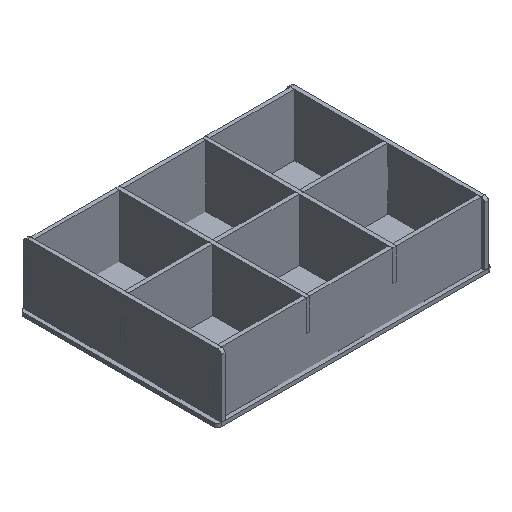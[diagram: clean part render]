
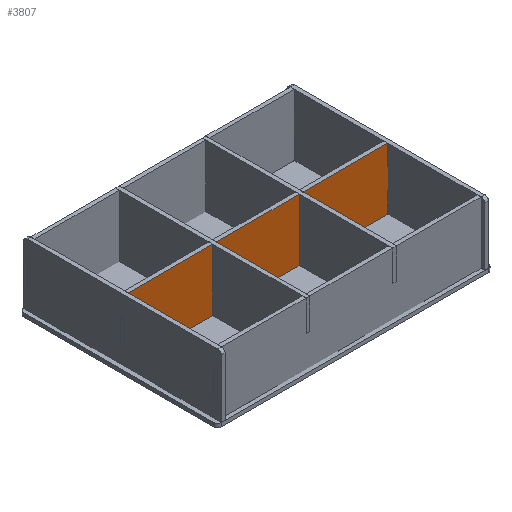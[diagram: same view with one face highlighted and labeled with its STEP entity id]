
A CAD part, isometric view. The second image highlights one B-rep face of the part: STEP entity #3807.
In plain terms, the highlighted free-form (B-spline) face has degree [1, 1] with [2, 2] control points.
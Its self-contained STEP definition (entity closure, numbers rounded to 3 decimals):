
#3332 = VERTEX_POINT('',#3333);
#3333 = CARTESIAN_POINT('',(90.068,-1.287,
    28.593));
#3340 = EDGE_CURVE('',#3332,#3341,#3343,.T.);
#3341 = VERTEX_POINT('',#3342);
#3342 = CARTESIAN_POINT('',(92.642,-1.287,
    28.593));
#3343 = B_SPLINE_CURVE_WITH_KNOTS('',1,(#3344,#3345),.UNSPECIFIED.,.F.,
  .F.,(2,2),(0.,3.),.PIECEWISE_BEZIER_KNOTS.);
#3344 = CARTESIAN_POINT('',(90.068,-1.287,
    28.593));
#3345 = CARTESIAN_POINT('',(92.642,-1.287,
    28.593));
#3370 = VERTEX_POINT('',#3371);
#3371 = CARTESIAN_POINT('',(90.068,-1.287,
    14.297));
#3384 = VERTEX_POINT('',#3385);
#3385 = CARTESIAN_POINT('',(92.642,-1.287,
    14.297));
#3390 = EDGE_CURVE('',#3370,#3384,#3391,.T.);
#3391 = B_SPLINE_CURVE_WITH_KNOTS('',1,(#3392,#3393),.UNSPECIFIED.,.F.,
  .F.,(2,2),(0.,3.),.PIECEWISE_BEZIER_KNOTS.);
#3392 = CARTESIAN_POINT('',(90.068,-1.287,
    14.297));
#3393 = CARTESIAN_POINT('',(92.642,-1.287,
    14.297));
#3409 = EDGE_CURVE('',#3384,#3341,#3410,.T.);
#3410 = B_SPLINE_CURVE_WITH_KNOTS('',1,(#3411,#3412),.UNSPECIFIED.,.F.,
  .F.,(2,2),(16.667,33.333),.PIECEWISE_BEZIER_KNOTS.);
#3411 = CARTESIAN_POINT('',(92.642,-1.287,
    14.297));
#3412 = CARTESIAN_POINT('',(92.642,-1.287,
    28.593));
#3432 = VERTEX_POINT('',#3433);
#3433 = CARTESIAN_POINT('',(90.068,-1.287,
    42.89));
#3438 = EDGE_CURVE('',#3432,#3332,#3439,.T.);
#3439 = B_SPLINE_CURVE_WITH_KNOTS('',1,(#3440,#3441),.UNSPECIFIED.,.F.,
  .F.,(2,2),(-50.,-33.333),.PIECEWISE_BEZIER_KNOTS.);
#3440 = CARTESIAN_POINT('',(90.068,-1.287,
    42.89));
#3441 = CARTESIAN_POINT('',(90.068,-1.287,
    28.593));
#3452 = EDGE_CURVE('',#3370,#3453,#3455,.T.);
#3453 = VERTEX_POINT('',#3454);
#3454 = CARTESIAN_POINT('',(90.068,-1.287,0.));
#3455 = B_SPLINE_CURVE_WITH_KNOTS('',1,(#3456,#3457),.UNSPECIFIED.,.F.,
  .F.,(2,2),(-16.667,0.),.PIECEWISE_BEZIER_KNOTS.);
#3456 = CARTESIAN_POINT('',(90.068,-1.287,
    14.297));
#3457 = CARTESIAN_POINT('',(90.068,-1.287,0.));
#3482 = VERTEX_POINT('',#3483);
#3483 = CARTESIAN_POINT('',(-90.068,-1.287,
    28.593));
#3496 = VERTEX_POINT('',#3497);
#3497 = CARTESIAN_POINT('',(-92.642,-1.287,
    28.593));
#3502 = EDGE_CURVE('',#3482,#3496,#3503,.T.);
#3503 = B_SPLINE_CURVE_WITH_KNOTS('',1,(#3504,#3505),.UNSPECIFIED.,.F.,
  .F.,(2,2),(0.,3.),.PIECEWISE_BEZIER_KNOTS.);
#3504 = CARTESIAN_POINT('',(-90.068,-1.287,
    28.593));
#3505 = CARTESIAN_POINT('',(-92.642,-1.287,
    28.593));
#3516 = VERTEX_POINT('',#3517);
#3517 = CARTESIAN_POINT('',(-90.068,-1.287,
    14.297));
#3524 = EDGE_CURVE('',#3516,#3525,#3527,.T.);
#3525 = VERTEX_POINT('',#3526);
#3526 = CARTESIAN_POINT('',(-92.642,-1.287,
    14.297));
#3527 = B_SPLINE_CURVE_WITH_KNOTS('',1,(#3528,#3529),.UNSPECIFIED.,.F.,
  .F.,(2,2),(0.,3.),.PIECEWISE_BEZIER_KNOTS.);
#3528 = CARTESIAN_POINT('',(-90.068,-1.287,
    14.297));
#3529 = CARTESIAN_POINT('',(-92.642,-1.287,
    14.297));
#3557 = EDGE_CURVE('',#3525,#3496,#3558,.T.);
#3558 = B_SPLINE_CURVE_WITH_KNOTS('',1,(#3559,#3560),.UNSPECIFIED.,.F.,
  .F.,(2,2),(16.667,33.333),.PIECEWISE_BEZIER_KNOTS.);
#3559 = CARTESIAN_POINT('',(-92.642,-1.287,
    14.297));
#3560 = CARTESIAN_POINT('',(-92.642,-1.287,
    28.593));
#3572 = EDGE_CURVE('',#3482,#3573,#3575,.T.);
#3573 = VERTEX_POINT('',#3574);
#3574 = CARTESIAN_POINT('',(-90.068,-1.287,
    42.89));
#3575 = B_SPLINE_CURVE_WITH_KNOTS('',1,(#3576,#3577),.UNSPECIFIED.,.F.,
  .F.,(2,2),(33.333,50.),.PIECEWISE_BEZIER_KNOTS.);
#3576 = CARTESIAN_POINT('',(-90.068,-1.287,
    28.593));
#3577 = CARTESIAN_POINT('',(-90.068,-1.287,
    42.89));
#3608 = VERTEX_POINT('',#3609);
#3609 = CARTESIAN_POINT('',(-90.068,-1.287,0.));
#3614 = EDGE_CURVE('',#3608,#3516,#3615,.T.);
#3615 = B_SPLINE_CURVE_WITH_KNOTS('',1,(#3616,#3617),.UNSPECIFIED.,.F.,
  .F.,(2,2),(0.,16.667),.PIECEWISE_BEZIER_KNOTS.);
#3616 = CARTESIAN_POINT('',(-90.068,-1.287,0.));
#3617 = CARTESIAN_POINT('',(-90.068,-1.287,
    14.297));
#3637 = VERTEX_POINT('',#3638);
#3638 = CARTESIAN_POINT('',(-31.309,-1.287,
    21.445));
#3643 = EDGE_CURVE('',#3644,#3637,#3646,.T.);
#3644 = VERTEX_POINT('',#3645);
#3645 = CARTESIAN_POINT('',(-28.736,-1.287,
    21.445));
#3646 = B_SPLINE_CURVE_WITH_KNOTS('',1,(#3647,#3648),.UNSPECIFIED.,.F.,
  .F.,(2,2),(-37.25,-34.25),.PIECEWISE_BEZIER_KNOTS.);
#3647 = CARTESIAN_POINT('',(-28.736,-1.287,
    21.445));
#3648 = CARTESIAN_POINT('',(-31.309,-1.287,
    21.445));
#3671 = EDGE_CURVE('',#3672,#3644,#3674,.T.);
#3672 = VERTEX_POINT('',#3673);
#3673 = CARTESIAN_POINT('',(-28.736,-1.287,
    42.89));
#3674 = B_SPLINE_CURVE_WITH_KNOTS('',1,(#3675,#3676),.UNSPECIFIED.,.F.,
  .F.,(2,2),(-25.,0.),
  .PIECEWISE_BEZIER_KNOTS.);
#3675 = CARTESIAN_POINT('',(-28.736,-1.287,
    42.89));
#3676 = CARTESIAN_POINT('',(-28.736,-1.287,
    21.445));
#3699 = VERTEX_POINT('',#3700);
#3700 = CARTESIAN_POINT('',(-31.309,-1.287,
    42.89));
#3705 = EDGE_CURVE('',#3637,#3699,#3706,.T.);
#3706 = B_SPLINE_CURVE_WITH_KNOTS('',1,(#3707,#3708),.UNSPECIFIED.,.F.,
  .F.,(2,2),(12.5,37.5),.PIECEWISE_BEZIER_KNOTS.);
#3707 = CARTESIAN_POINT('',(-31.309,-1.287,
    21.445));
#3708 = CARTESIAN_POINT('',(-31.309,-1.287,
    42.89));
#3729 = VERTEX_POINT('',#3730);
#3730 = CARTESIAN_POINT('',(28.736,-1.287,
    21.445));
#3735 = EDGE_CURVE('',#3736,#3729,#3738,.T.);
#3736 = VERTEX_POINT('',#3737);
#3737 = CARTESIAN_POINT('',(31.309,-1.287,
    21.445));
#3738 = B_SPLINE_CURVE_WITH_KNOTS('',1,(#3739,#3740),.UNSPECIFIED.,.F.,
  .F.,(2,2),(-72.25,-69.25),.PIECEWISE_BEZIER_KNOTS.);
#3739 = CARTESIAN_POINT('',(31.309,-1.287,
    21.445));
#3740 = CARTESIAN_POINT('',(28.736,-1.287,
    21.445));
#3763 = EDGE_CURVE('',#3764,#3736,#3766,.T.);
#3764 = VERTEX_POINT('',#3765);
#3765 = CARTESIAN_POINT('',(31.309,-1.287,
    42.89));
#3766 = B_SPLINE_CURVE_WITH_KNOTS('',1,(#3767,#3768),.UNSPECIFIED.,.F.,
  .F.,(2,2),(-25.,0.),
  .PIECEWISE_BEZIER_KNOTS.);
#3767 = CARTESIAN_POINT('',(31.309,-1.287,
    42.89));
#3768 = CARTESIAN_POINT('',(31.309,-1.287,
    21.445));
#3791 = VERTEX_POINT('',#3792);
#3792 = CARTESIAN_POINT('',(28.736,-1.287,
    42.89));
#3797 = EDGE_CURVE('',#3729,#3791,#3798,.T.);
#3798 = B_SPLINE_CURVE_WITH_KNOTS('',1,(#3799,#3800),.UNSPECIFIED.,.F.,
  .F.,(2,2),(12.5,37.5),.PIECEWISE_BEZIER_KNOTS.);
#3799 = CARTESIAN_POINT('',(28.736,-1.287,
    21.445));
#3800 = CARTESIAN_POINT('',(28.736,-1.287,
    42.89));
#3807 = ADVANCED_FACE('',(#3808),#3846,.T.);
#3808 = FACE_BOUND('',#3809,.T.);
#3809 = EDGE_LOOP('',(#3810,#3811,#3812,#3813,#3818,#3819,#3820,#3821,
    #3822,#3823,#3828,#3829,#3830,#3831,#3832,#3833,#3838,#3839,#3840,
    #3841));
#3810 = ORIENTED_EDGE('',*,*,#3671,.T.);
#3811 = ORIENTED_EDGE('',*,*,#3643,.T.);
#3812 = ORIENTED_EDGE('',*,*,#3705,.T.);
#3813 = ORIENTED_EDGE('',*,*,#3814,.T.);
#3814 = EDGE_CURVE('',#3699,#3573,#3815,.T.);
#3815 = B_SPLINE_CURVE_WITH_KNOTS('',1,(#3816,#3817),.UNSPECIFIED.,.F.,
  .F.,(2,2),(19.,87.5),.PIECEWISE_BEZIER_KNOTS.);
#3816 = CARTESIAN_POINT('',(-31.309,-1.287,
    42.89));
#3817 = CARTESIAN_POINT('',(-90.068,-1.287,
    42.89));
#3818 = ORIENTED_EDGE('',*,*,#3572,.F.);
#3819 = ORIENTED_EDGE('',*,*,#3502,.T.);
#3820 = ORIENTED_EDGE('',*,*,#3557,.F.);
#3821 = ORIENTED_EDGE('',*,*,#3524,.F.);
#3822 = ORIENTED_EDGE('',*,*,#3614,.F.);
#3823 = ORIENTED_EDGE('',*,*,#3824,.T.);
#3824 = EDGE_CURVE('',#3608,#3453,#3825,.T.);
#3825 = B_SPLINE_CURVE_WITH_KNOTS('',1,(#3826,#3827),.UNSPECIFIED.,.F.,
  .F.,(2,2),(-105.,105.),.PIECEWISE_BEZIER_KNOTS.);
#3826 = CARTESIAN_POINT('',(-90.068,-1.287,0.));
#3827 = CARTESIAN_POINT('',(90.068,-1.287,0.));
#3828 = ORIENTED_EDGE('',*,*,#3452,.F.);
#3829 = ORIENTED_EDGE('',*,*,#3390,.T.);
#3830 = ORIENTED_EDGE('',*,*,#3409,.T.);
#3831 = ORIENTED_EDGE('',*,*,#3340,.F.);
#3832 = ORIENTED_EDGE('',*,*,#3438,.F.);
#3833 = ORIENTED_EDGE('',*,*,#3834,.T.);
#3834 = EDGE_CURVE('',#3432,#3764,#3835,.T.);
#3835 = B_SPLINE_CURVE_WITH_KNOTS('',1,(#3836,#3837),.UNSPECIFIED.,.F.,
  .F.,(2,2),(-122.5,-54.),.PIECEWISE_BEZIER_KNOTS.);
#3836 = CARTESIAN_POINT('',(90.068,-1.287,
    42.89));
#3837 = CARTESIAN_POINT('',(31.309,-1.287,
    42.89));
#3838 = ORIENTED_EDGE('',*,*,#3763,.T.);
#3839 = ORIENTED_EDGE('',*,*,#3735,.T.);
#3840 = ORIENTED_EDGE('',*,*,#3797,.T.);
#3841 = ORIENTED_EDGE('',*,*,#3842,.T.);
#3842 = EDGE_CURVE('',#3791,#3672,#3843,.T.);
#3843 = B_SPLINE_CURVE_WITH_KNOTS('',1,(#3844,#3845),.UNSPECIFIED.,.F.,
  .F.,(2,2),(-51.,16.),.PIECEWISE_BEZIER_KNOTS.);
#3844 = CARTESIAN_POINT('',(28.736,-1.287,
    42.89));
#3845 = CARTESIAN_POINT('',(-28.736,-1.287,
    42.89));
#3846 = B_SPLINE_SURFACE_WITH_KNOTS('',1,1,(
    (#3847,#3848)
    ,(#3849,#3850
    )),.UNSPECIFIED.,.F.,.F.,.F.,(2,2),(2,2),(0.,
    216.),(0.,50.),.PIECEWISE_BEZIER_KNOTS.);
#3847 = CARTESIAN_POINT('',(-92.642,-1.287,0.));
#3848 = CARTESIAN_POINT('',(-92.642,-1.287,
    42.89));
#3849 = CARTESIAN_POINT('',(92.642,-1.287,0.));
#3850 = CARTESIAN_POINT('',(92.642,-1.287,
    42.89));
